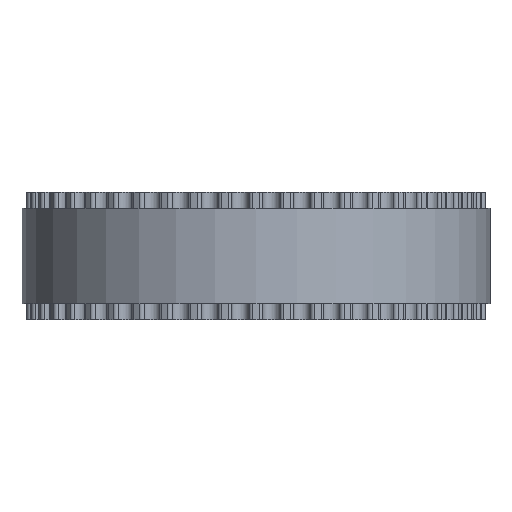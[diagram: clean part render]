
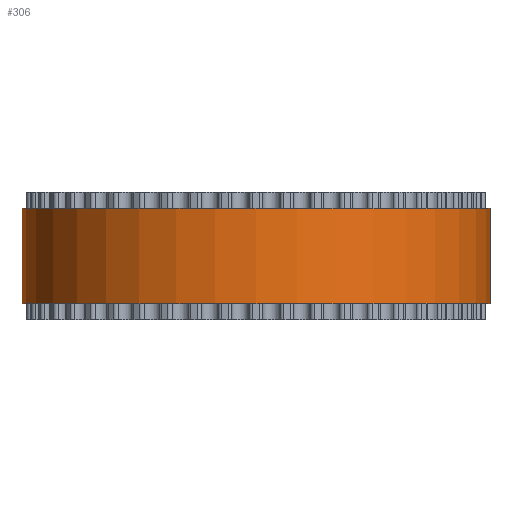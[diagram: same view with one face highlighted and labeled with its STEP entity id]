
A CAD part, front view. The second image highlights one B-rep face of the part: STEP entity #306.
In plain terms, the highlighted cylindrical face has radius 14.642 mm (diameter 29.285 mm), a full revolution.
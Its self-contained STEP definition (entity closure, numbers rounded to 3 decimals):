
#97=FACE_BOUND('',#864,.T.);
#98=FACE_BOUND('',#865,.T.);
#306=ADVANCED_FACE('',(#97,#98),#491,.T.);
#491=CYLINDRICAL_SURFACE('',#4191,14.642);
#864=EDGE_LOOP('',(#2338));
#865=EDGE_LOOP('',(#2339));
#2338=ORIENTED_EDGE('',*,*,#3262,.T.);
#2339=ORIENTED_EDGE('',*,*,#3263,.T.);
#2708=VERTEX_POINT('',#6600);
#2709=VERTEX_POINT('',#6602);
#3262=EDGE_CURVE('',#2708,#2708,#3632,.T.);
#3263=EDGE_CURVE('',#2709,#2709,#3633,.T.);
#3632=CIRCLE('',#4189,14.642);
#3633=CIRCLE('',#4190,14.642);
#4189=AXIS2_PLACEMENT_3D('',#6599,#5486,#5487);
#4190=AXIS2_PLACEMENT_3D('',#6601,#5488,#5489);
#4191=AXIS2_PLACEMENT_3D('',#6603,#5490,#5491);
#5486=DIRECTION('',(0.,0.,1.));
#5487=DIRECTION('',(1.,0.,0.));
#5488=DIRECTION('',(0.,0.,-1.));
#5489=DIRECTION('',(1.,0.,0.));
#5490=DIRECTION('',(0.,0.,1.));
#5491=DIRECTION('',(1.,0.,0.));
#6599=CARTESIAN_POINT('',(0.,0.,1.));
#6600=CARTESIAN_POINT('',(14.642,0.,1.));
#6601=CARTESIAN_POINT('',(0.,0.,7.));
#6602=CARTESIAN_POINT('',(14.642,0.,7.));
#6603=CARTESIAN_POINT('',(0.,0.,1.));
